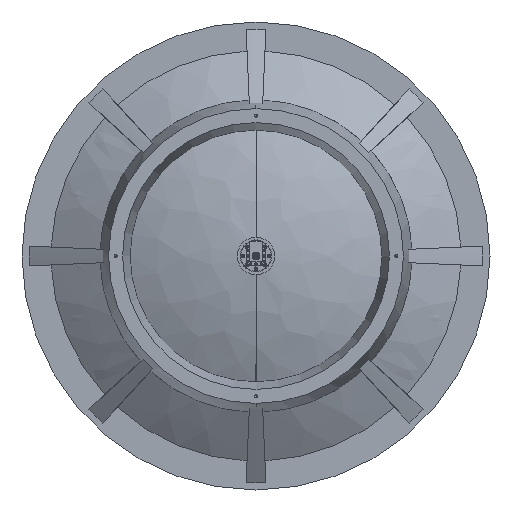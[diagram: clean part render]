
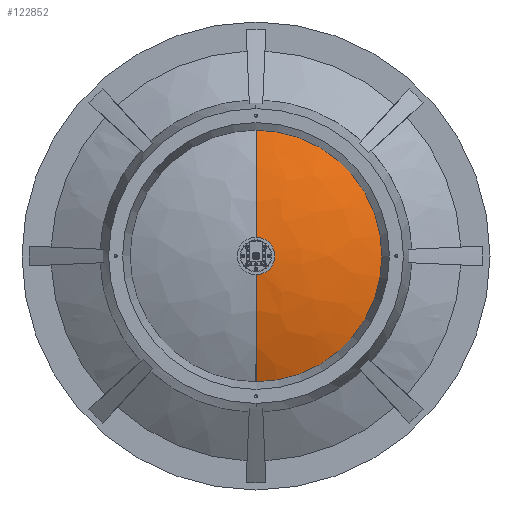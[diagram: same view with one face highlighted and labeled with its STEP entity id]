
A CAD part, front view. The second image highlights one B-rep face of the part: STEP entity #122852.
In plain terms, the highlighted free-form (B-spline) face has degree [2, 3] with [3, 4] control points.
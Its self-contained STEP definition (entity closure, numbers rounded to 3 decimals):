
#1072 = CARTESIAN_POINT ( 'NONE',  ( 0., 20.346, 392.585 ) ) ;
#5229 = CARTESIAN_POINT ( 'NONE',  ( 203.2, 2.159, 101.6 ) ) ;
#5871 = CARTESIAN_POINT ( 'NONE',  ( 0., 20.346, 392.585 ) ) ;
#8212 = EDGE_LOOP ( 'NONE', ( #126922, #54526, #92274, #32841 ) ) ;
#8384 = B_SPLINE_CURVE_WITH_KNOTS ( 'NONE', 2,
 ( #11958, #72184, #21036 ),
 .UNSPECIFIED., .F., .F.,
 ( 3, 3 ),
 ( 0.155, 0.557 ),
 .UNSPECIFIED. ) ;
#11958 = CARTESIAN_POINT ( 'NONE',  ( 0., 2.159, -101.6 ) ) ;
#15579 = FACE_OUTER_BOUND ( 'NONE', #8212, .T. ) ;
#16918 = DIRECTION ( 'NONE',  ( 0., -1., 0. ) ) ;
#19119 = VERTEX_POINT ( 'NONE', #64745 ) ;
#21036 = CARTESIAN_POINT ( 'NONE',  ( 0., 142.706, -683.57 ) ) ;
#25930 = CARTESIAN_POINT ( 'NONE',  ( 785.17, 20.346, -392.585 ) ) ;
#31516 = CARTESIAN_POINT ( 'NONE',  ( 0., 142.706, 683.57 ) ) ;
#32841 = ORIENTED_EDGE ( 'NONE', *, *, #57138, .F. ) ;
#35707 = DIRECTION ( 'NONE',  ( 0., 0., 1. ) ) ;
#36175 = CARTESIAN_POINT ( 'NONE',  ( 0., 142.706, 683.57 ) ) ;
#38233 = EDGE_CURVE ( 'NONE', #19119, #58855, #105762, .T. ) ;
#42447 = DIRECTION ( 'NONE',  ( 0., 0., 1. ) ) ;
#43400 = VERTEX_POINT ( 'NONE', #98117 ) ;
#49827 = AXIS2_PLACEMENT_3D ( 'NONE', #122163, #112459, #42447 ) ;
#52528 = CARTESIAN_POINT ( 'NONE',  ( 1367.14, 142.706, 683.57 ) ) ;
#54526 = ORIENTED_EDGE ( 'NONE', *, *, #68877, .T. ) ;
#55062 = CARTESIAN_POINT ( 'NONE',  ( 0., 2.159, -101.6 ) ) ;
#57138 = EDGE_CURVE ( 'NONE', #43400, #58855, #97379, .T. ) ;
#58855 = VERTEX_POINT ( 'NONE', #36175 ) ;
#64745 = CARTESIAN_POINT ( 'NONE',  ( 0., 142.706, -683.57 ) ) ;
#68877 = EDGE_CURVE ( 'NONE', #83703, #19119, #8384, .T. ) ;
#72184 = CARTESIAN_POINT ( 'NONE',  ( 0., 20.346, -392.585 ) ) ;
#73886 = CARTESIAN_POINT ( 'NONE',  ( 0., 20.346, -392.585 ) ) ;
#75853 = CARTESIAN_POINT ( 'NONE',  ( 0., 2.159, -101.6 ) ) ;
#83703 = VERTEX_POINT ( 'NONE', #75853 ) ;
#92076 = CARTESIAN_POINT ( 'NONE',  ( 0., 142.706, 683.57 ) ) ;
#92274 = ORIENTED_EDGE ( 'NONE', *, *, #38233, .T. ) ;
#92726 = CARTESIAN_POINT ( 'NONE',  ( 0., 2.159, 101.6 ) ) ;
#94009 = CARTESIAN_POINT ( 'NONE',  ( 203.2, 2.159, -101.6 ) ) ;
#97379 = B_SPLINE_CURVE_WITH_KNOTS ( 'NONE', 2,
 ( #120275, #1072, #31516 ),
 .UNSPECIFIED., .F., .F.,
 ( 3, 3 ),
 ( 0.155, 0.557 ),
 .UNSPECIFIED. ) ;
#98117 = CARTESIAN_POINT ( 'NONE',  ( 0., 2.159, 101.6 ) ) ;
#101820 = CARTESIAN_POINT ( 'NONE',  ( 0., 142.706, -683.57 ) ) ;
#105762 = CIRCLE ( 'NONE', #49827, 683.57 ) ;
#109291 = AXIS2_PLACEMENT_3D ( 'NONE', #125744, #16918, #35707 ) ;
#112459 = DIRECTION ( 'NONE',  ( 0., -1., 0. ) ) ;
#113447 = CARTESIAN_POINT ( 'NONE',  ( 1367.14, 142.706, -683.57 ) ) ;
#116892 =( BOUNDED_SURFACE ( )  B_SPLINE_SURFACE ( 2, 3, ( 
 ( #55062, #94009, #5229, #92726 ),
 ( #73886, #25930, #123799, #5871 ),
 ( #101820, #113447, #52528, #92076 ) ),
 .UNSPECIFIED., .F., .F., .F. ) 
 B_SPLINE_SURFACE_WITH_KNOTS ( ( 3, 3 ),
 ( 4, 4 ),
 ( 0.155, 0.557 ),
 ( 0., 1. ),
 .UNSPECIFIED. ) 
 GEOMETRIC_REPRESENTATION_ITEM ( )  RATIONAL_B_SPLINE_SURFACE ( (
 ( 1., 0.333, 0.333, 1.),
 ( 1., 0.333, 0.333, 1.),
 ( 1., 0.333, 0.333, 1.) ) ) 
 REPRESENTATION_ITEM ( '' )  SURFACE ( )  );
#117945 = EDGE_CURVE ( 'NONE', #83703, #43400, #119901, .T. ) ;
#119901 = CIRCLE ( 'NONE', #109291, 101.6 ) ;
#120275 = CARTESIAN_POINT ( 'NONE',  ( 0., 2.159, 101.6 ) ) ;
#122163 = CARTESIAN_POINT ( 'NONE',  ( 0., 142.706, 0. ) ) ;
#122852 = ADVANCED_FACE ( 'NONE', ( #15579 ), #116892, .T. ) ;
#123799 = CARTESIAN_POINT ( 'NONE',  ( 785.17, 20.346, 392.585 ) ) ;
#125744 = CARTESIAN_POINT ( 'NONE',  ( 0., 2.159, 0. ) ) ;
#126922 = ORIENTED_EDGE ( 'NONE', *, *, #117945, .F. ) ;
